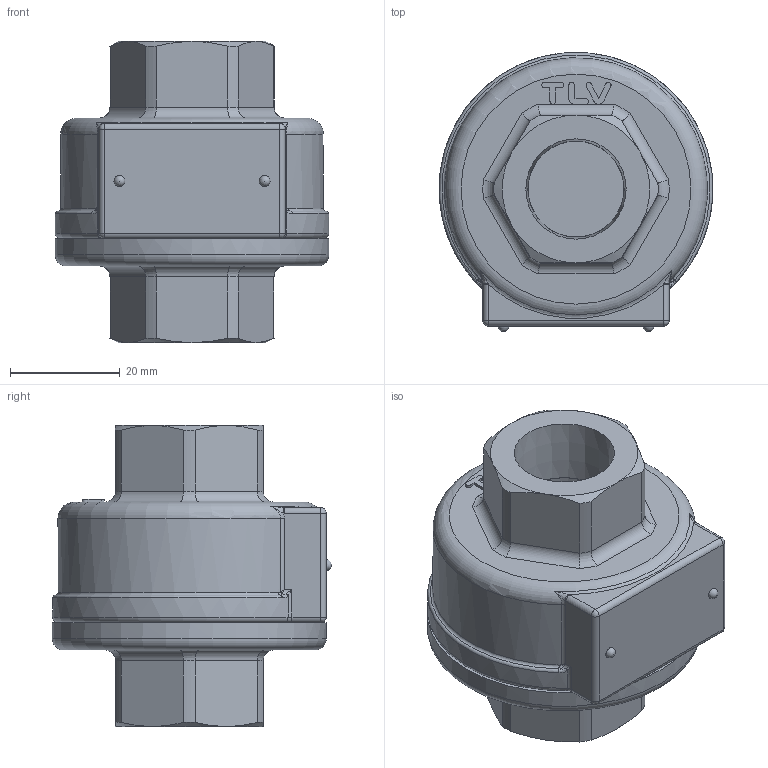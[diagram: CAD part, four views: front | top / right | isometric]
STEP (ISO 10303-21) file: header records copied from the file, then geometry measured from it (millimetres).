
FILE_DESCRIPTION(/* description */ (''),/* implementation_level */ '2;1');
FILE_NAME(/* name */ 'lv130-015-screw-00.stp',/* time_stamp */ '2018-04-04T15:27:19+09:00',/* author */ ('nakaot'),/* organization */ (''),/* preprocessor_version */ 'ST-DEVELOPER v15.6',/* originating_system */ 'Autodesk Inventor 2015',/* authorisation */ '');
FILE_SCHEMA (('CONFIG_CONTROL_DESIGN'));
Length unit declared in the file: millimetre
Products named in the file (1): lv130-015-screw-00
Bounding box: 50 x 51 x 55 mm (x, y, z)
Volume: 62725.9 mm3; surface area: 12149.5 mm2
Topology: 1 solids, 1 shells, 152 faces, 356 edges, 209 vertices
Faces by surface type: cylinder 54, plane 44, torus 20, cone 14, bspline 14, sphere 6
Full cylindrical faces by diameter (mm): 17.475 x2, 50 x1
Entity records: 4714 total; most frequent: CARTESIAN_POINT 1441, DIRECTION 680, ORIENTED_EDGE 666, EDGE_CURVE 333, AXIS2_PLACEMENT_3D 276, VERTEX_POINT 201, EDGE_LOOP 170, FACE_OUTER_BOUND 152
